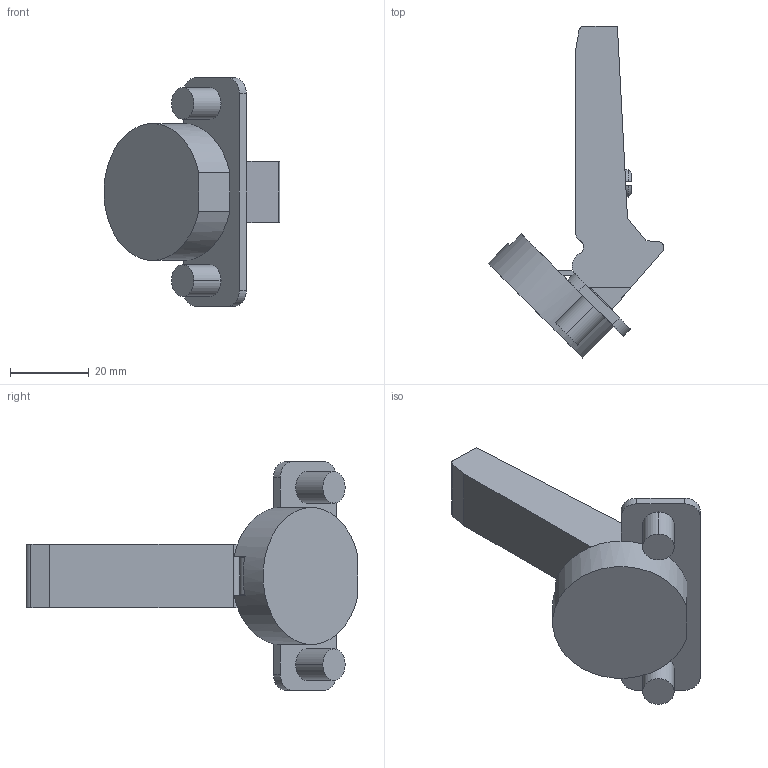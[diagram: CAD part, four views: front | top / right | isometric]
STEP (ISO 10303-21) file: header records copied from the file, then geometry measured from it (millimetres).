
FILE_DESCRIPTION((''),'2;1');
FILE_NAME('248-0N38-IMS','2022-12-22T12:35:57',('marino.prodan'),('Audax d.o.o.'),'CREO PARAMETRIC BY PTC INC, 2021304','CREO PARAMETRIC BY PTC INC, 2021304','');
FILE_SCHEMA(('AUTOMOTIVE_DESIGN { 1 0 10303 214 1 1 1 1 }'));
Length unit declared in the file: millimetre
Products named in the file (1): 248-0N38-IMS
Bounding box: 44.7 x 84.36 x 58 mm (x, y, z)
Volume: 24434.6 mm3; surface area: 12660 mm2
Topology: 1 solids, 1 shells, 213 faces, 638 edges, 433 vertices
Faces by surface type: plane 134, cylinder 54, cone 21, bspline 4
Entity records: 10162 total; most frequent: CARTESIAN_POINT 2091, ORIENTED_EDGE 1268, DIRECTION 1143, PRESENTATION_STYLE_ASSIGNMENT 635, STYLED_ITEM 635, CURVE_STYLE 634, EDGE_CURVE 634, VERTEX_POINT 433
